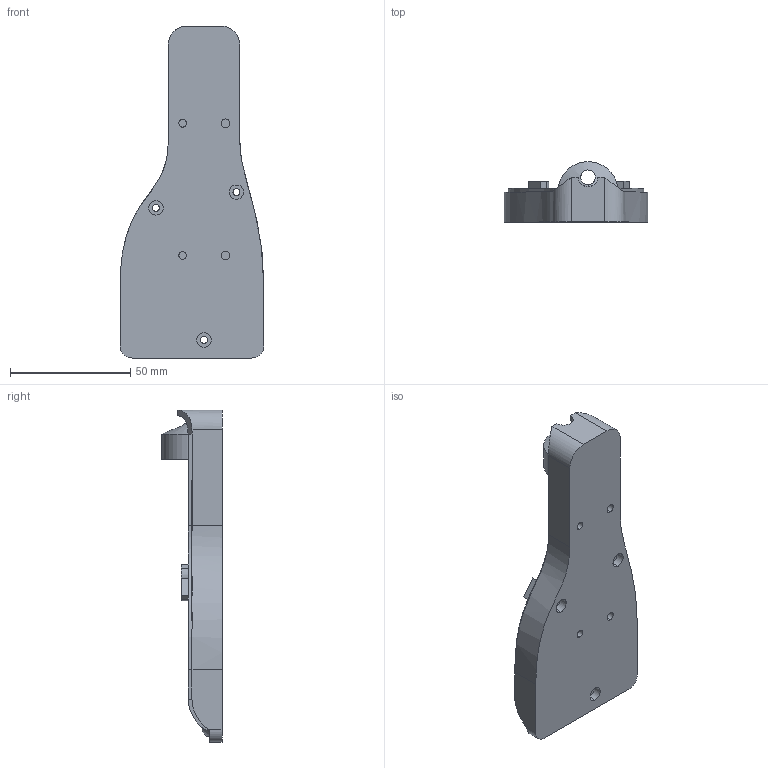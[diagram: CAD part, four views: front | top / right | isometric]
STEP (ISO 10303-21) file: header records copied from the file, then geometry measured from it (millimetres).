
FILE_DESCRIPTION (( 'STEP AP214' ), '1' );
FILE_NAME ('WRIST CASE.STEP', '2023-11-03T06:45:25', ( '' ), ( '' ), 'SwSTEP 2.0', 'SolidWorks 2022', '' );
FILE_SCHEMA (( 'AUTOMOTIVE_DESIGN' ));
Length unit declared in the file: millimetre
Products named in the file (1): WRIST CASE
Bounding box: 59.8 x 25 x 138.18 mm (x, y, z)
Volume: 27705.1 mm3; surface area: 23514.4 mm2
Topology: 1 solids, 1 shells, 178 faces, 477 edges, 307 vertices
Faces by surface type: plane 92, cylinder 68, bspline 12, cone 4, torus 2
Entity records: 6258 total; most frequent: CARTESIAN_POINT 1817, ORIENTED_EDGE 952, DIRECTION 877, EDGE_CURVE 476, VERTEX_POINT 307, AXIS2_PLACEMENT_3D 295, LINE 287, VECTOR 287
